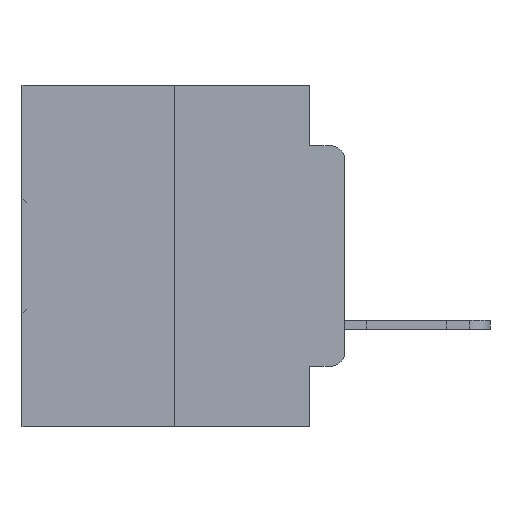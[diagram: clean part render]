
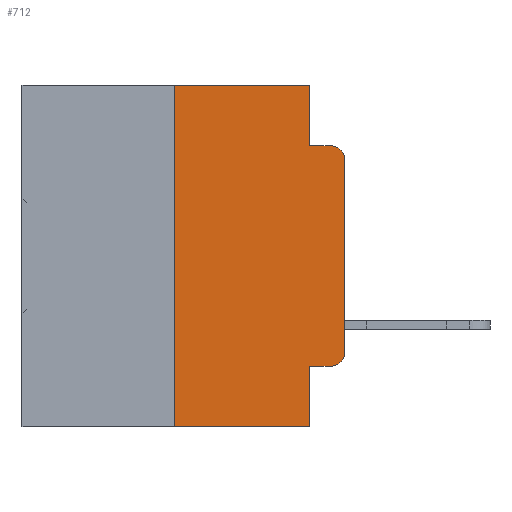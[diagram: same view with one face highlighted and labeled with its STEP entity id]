
A CAD part, left-side view. The second image highlights one B-rep face of the part: STEP entity #712.
In plain terms, the highlighted planar face has unit normal (-1, 0, 0).
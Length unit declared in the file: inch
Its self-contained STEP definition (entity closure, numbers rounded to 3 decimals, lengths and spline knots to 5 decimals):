
#294 = ORIENTED_EDGE ( 'NONE', *, *, #2461, .T. ) ;
#339 = ORIENTED_EDGE ( 'NONE', *, *, #522, .T. ) ;
#522 = EDGE_CURVE ( 'NONE', #8691, #1711, #3114, .T. ) ;
#712 = ADVANCED_FACE ( 'NONE', ( #33495 ), #13517, .F. ) ;
#841 = ORIENTED_EDGE ( 'NONE', *, *, #33101, .F. ) ;
#874 = ORIENTED_EDGE ( 'NONE', *, *, #29758, .F. ) ;
#1271 = DIRECTION ( 'NONE',  ( 0., -1., 0. ) ) ;
#1350 = AXIS2_PLACEMENT_3D ( 'NONE', #13157, #13041, #25923 ) ;
#1480 = ORIENTED_EDGE ( 'NONE', *, *, #17206, .F. ) ;
#1701 = VECTOR ( 'NONE', #26024, 39.37008 ) ;
#1711 = VERTEX_POINT ( 'NONE', #31982 ) ;
#1823 = DIRECTION ( 'NONE',  ( 0., -1., 0. ) ) ;
#1875 = ORIENTED_EDGE ( 'NONE', *, *, #28031, .F. ) ;
#1878 = AXIS2_PLACEMENT_3D ( 'NONE', #19059, #2794, #21652 ) ;
#1918 = ORIENTED_EDGE ( 'NONE', *, *, #33542, .T. ) ;
#2189 = ORIENTED_EDGE ( 'NONE', *, *, #26345, .F. ) ;
#2267 = ORIENTED_EDGE ( 'NONE', *, *, #22944, .T. ) ;
#2346 = ORIENTED_EDGE ( 'NONE', *, *, #21252, .T. ) ;
#2461 = EDGE_CURVE ( 'NONE', #32279, #8691, #19676, .T. ) ;
#2794 = DIRECTION ( 'NONE',  ( -1., 0., 0. ) ) ;
#3114 = CIRCLE ( 'NONE', #19184, 0.02 ) ;
#4109 = LINE ( 'NONE', #32940, #17744 ) ;
#4291 = VECTOR ( 'NONE', #33233, 39.37008 ) ;
#4399 = VERTEX_POINT ( 'NONE', #15614 ) ;
#5830 = LINE ( 'NONE', #31605, #19342 ) ;
#6538 = CARTESIAN_POINT ( 'NONE',  ( 0., 0., -0.1085 ) ) ;
#8275 = VERTEX_POINT ( 'NONE', #14460 ) ;
#8691 = VERTEX_POINT ( 'NONE', #6538 ) ;
#9795 = CARTESIAN_POINT ( 'NONE',  ( 0., 0.051, 0. ) ) ;
#11132 = LINE ( 'NONE', #9795, #18257 ) ;
#12209 = VECTOR ( 'NONE', #1823, 39.37008 ) ;
#13041 = DIRECTION ( 'NONE',  ( 1., 0., 0. ) ) ;
#13063 = LINE ( 'NONE', #15550, #12209 ) ;
#13073 = CARTESIAN_POINT ( 'NONE',  ( 0., 0.051, 0. ) ) ;
#13157 = CARTESIAN_POINT ( 'NONE',  ( 0., 0.473, 0. ) ) ;
#13517 = PLANE ( 'NONE',  #1350 ) ;
#13937 = CARTESIAN_POINT ( 'NONE',  ( 0., 0.25, -0.5 ) ) ;
#14460 = CARTESIAN_POINT ( 'NONE',  ( 0., 0.02, -0.4115 ) ) ;
#14544 = CIRCLE ( 'NONE', #1878, 0.02 ) ;
#14877 = VERTEX_POINT ( 'NONE', #32012 ) ;
#15550 = CARTESIAN_POINT ( 'NONE',  ( 0., 0.473, -0.5 ) ) ;
#15614 = CARTESIAN_POINT ( 'NONE',  ( 0., 0.25, 0. ) ) ;
#15870 = CARTESIAN_POINT ( 'NONE',  ( 0., 0.02, -0.1085 ) ) ;
#16349 = LINE ( 'NONE', #13073, #1701 ) ;
#16618 = VERTEX_POINT ( 'NONE', #33556 ) ;
#17206 = EDGE_CURVE ( 'NONE', #4399, #16618, #18391, .T. ) ;
#17744 = VECTOR ( 'NONE', #1271, 39.37008 ) ;
#18036 = VECTOR ( 'NONE', #29079, 39.37008 ) ;
#18054 = DIRECTION ( 'NONE',  ( 0., 0., -1. ) ) ;
#18085 = CARTESIAN_POINT ( 'NONE',  ( 0., 0.473, 0. ) ) ;
#18257 = VECTOR ( 'NONE', #33122, 39.37008 ) ;
#18391 = LINE ( 'NONE', #18085, #24374 ) ;
#18560 = CARTESIAN_POINT ( 'NONE',  ( 0., 0., -0.3915 ) ) ;
#19059 = CARTESIAN_POINT ( 'NONE',  ( 0., 0.02, -0.3915 ) ) ;
#19184 = AXIS2_PLACEMENT_3D ( 'NONE', #15870, #27984, #18054 ) ;
#19342 = VECTOR ( 'NONE', #34089, 39.37008 ) ;
#19676 = LINE ( 'NONE', #25920, #18036 ) ;
#21147 = VERTEX_POINT ( 'NONE', #31314 ) ;
#21252 = EDGE_CURVE ( 'NONE', #8275, #32279, #14544, .T. ) ;
#21652 = DIRECTION ( 'NONE',  ( 0., 0., -1. ) ) ;
#22944 = EDGE_CURVE ( 'NONE', #32344, #8275, #4109, .T. ) ;
#24374 = VECTOR ( 'NONE', #33293, 39.37008 ) ;
#25902 = VERTEX_POINT ( 'NONE', #13937 ) ;
#25920 = CARTESIAN_POINT ( 'NONE',  ( 0., 0., 0. ) ) ;
#25923 = DIRECTION ( 'NONE',  ( 0., 0., -1. ) ) ;
#26024 = DIRECTION ( 'NONE',  ( 0., 0., -1. ) ) ;
#26345 = EDGE_CURVE ( 'NONE', #32344, #21147, #16349, .T. ) ;
#27984 = DIRECTION ( 'NONE',  ( -1., 0., 0. ) ) ;
#28031 = EDGE_CURVE ( 'NONE', #25902, #4399, #32244, .T. ) ;
#29079 = DIRECTION ( 'NONE',  ( 0., 0., 1. ) ) ;
#29758 = EDGE_CURVE ( 'NONE', #16618, #14877, #11132, .T. ) ;
#30717 = CARTESIAN_POINT ( 'NONE',  ( 0., 0.25, 0. ) ) ;
#31314 = CARTESIAN_POINT ( 'NONE',  ( 0., 0.051, -0.5 ) ) ;
#31578 = CARTESIAN_POINT ( 'NONE',  ( 0., 0.051, -0.4115 ) ) ;
#31605 = CARTESIAN_POINT ( 'NONE',  ( 0., 0.051, -0.0885 ) ) ;
#31982 = CARTESIAN_POINT ( 'NONE',  ( 0., 0.02, -0.0885 ) ) ;
#32012 = CARTESIAN_POINT ( 'NONE',  ( 0., 0.051, -0.0885 ) ) ;
#32244 = LINE ( 'NONE', #30717, #4291 ) ;
#32279 = VERTEX_POINT ( 'NONE', #18560 ) ;
#32344 = VERTEX_POINT ( 'NONE', #31578 ) ;
#32582 = EDGE_LOOP ( 'NONE', ( #294, #339, #841, #874, #1480, #1875, #1918, #2189, #2267, #2346 ) ) ;
#32940 = CARTESIAN_POINT ( 'NONE',  ( 0., 0.051, -0.4115 ) ) ;
#33101 = EDGE_CURVE ( 'NONE', #14877, #1711, #5830, .T. ) ;
#33122 = DIRECTION ( 'NONE',  ( 0., 0., -1. ) ) ;
#33233 = DIRECTION ( 'NONE',  ( 0., 0., 1. ) ) ;
#33293 = DIRECTION ( 'NONE',  ( 0., -1., 0. ) ) ;
#33495 = FACE_OUTER_BOUND ( 'NONE', #32582, .T. ) ;
#33542 = EDGE_CURVE ( 'NONE', #25902, #21147, #13063, .T. ) ;
#33556 = CARTESIAN_POINT ( 'NONE',  ( 0., 0.051, 0. ) ) ;
#34089 = DIRECTION ( 'NONE',  ( 0., -1., 0. ) ) ;
